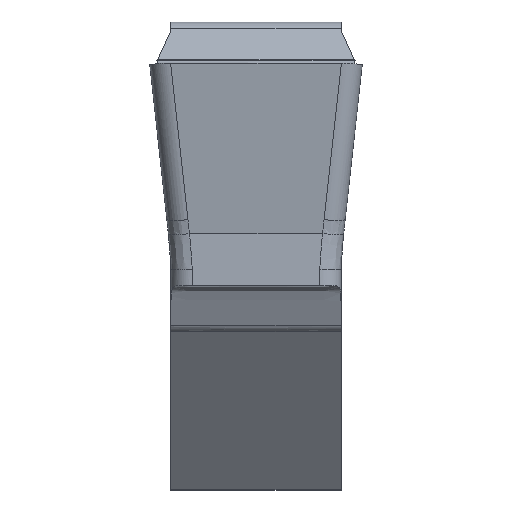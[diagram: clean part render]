
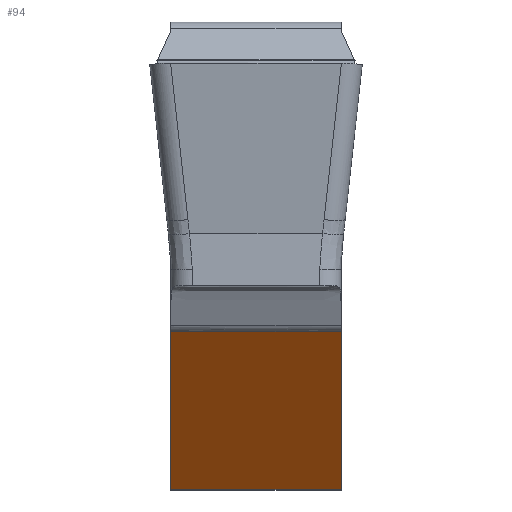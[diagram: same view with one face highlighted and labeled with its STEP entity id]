
A CAD part, front view. The second image highlights one B-rep face of the part: STEP entity #94.
In plain terms, the highlighted planar face has unit normal (0, -0.342, -0.94).
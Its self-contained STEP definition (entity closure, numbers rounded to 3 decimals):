
#94=ADVANCED_FACE('',(#157),#134,.F.);
#134=PLANE('',#947);
#157=FACE_OUTER_BOUND('',#202,.T.);
#202=EDGE_LOOP('',(#361,#362,#363,#364));
#361=ORIENTED_EDGE('',*,*,#587,.F.);
#362=ORIENTED_EDGE('',*,*,#669,.T.);
#363=ORIENTED_EDGE('',*,*,#623,.F.);
#364=ORIENTED_EDGE('',*,*,#668,.F.);
#505=VERTEX_POINT('',#1284);
#506=VERTEX_POINT('',#1286);
#541=VERTEX_POINT('',#1434);
#542=VERTEX_POINT('',#1436);
#587=EDGE_CURVE('',#505,#506,#705,.T.);
#623=EDGE_CURVE('',#541,#542,#723,.T.);
#668=EDGE_CURVE('',#506,#541,#747,.T.);
#669=EDGE_CURVE('',#505,#542,#748,.T.);
#705=LINE('',#1285,#770);
#723=LINE('',#1435,#788);
#747=LINE('',#1609,#812);
#748=LINE('',#1611,#813);
#770=VECTOR('',#986,1.);
#788=VECTOR('',#1030,1.);
#812=VECTOR('',#1098,1.);
#813=VECTOR('',#1101,1.);
#947=AXIS2_PLACEMENT_3D('',#1612,#1102,#1103);
#986=DIRECTION('',(0.,0.94,-0.342));
#1030=DIRECTION('',(0.,-0.94,0.342));
#1098=DIRECTION('',(-1.,0.,0.));
#1101=DIRECTION('',(-1.,0.,0.));
#1102=DIRECTION('',(0.,0.342,0.94));
#1103=DIRECTION('',(0.,-0.94,0.342));
#1284=CARTESIAN_POINT('',(1.6,-4.867,-5.026));
#1285=CARTESIAN_POINT('',(1.6,-5.558,-4.774));
#1286=CARTESIAN_POINT('',(1.6,3.255,-7.982));
#1434=CARTESIAN_POINT('',(-1.6,3.255,-7.982));
#1435=CARTESIAN_POINT('',(-1.6,-5.558,-4.774));
#1436=CARTESIAN_POINT('',(-1.6,-4.867,-5.026));
#1609=CARTESIAN_POINT('',(9.6,3.255,-7.982));
#1611=CARTESIAN_POINT('',(9.6,-4.867,-5.026));
#1612=CARTESIAN_POINT('',(9.6,-4.867,-5.026));
